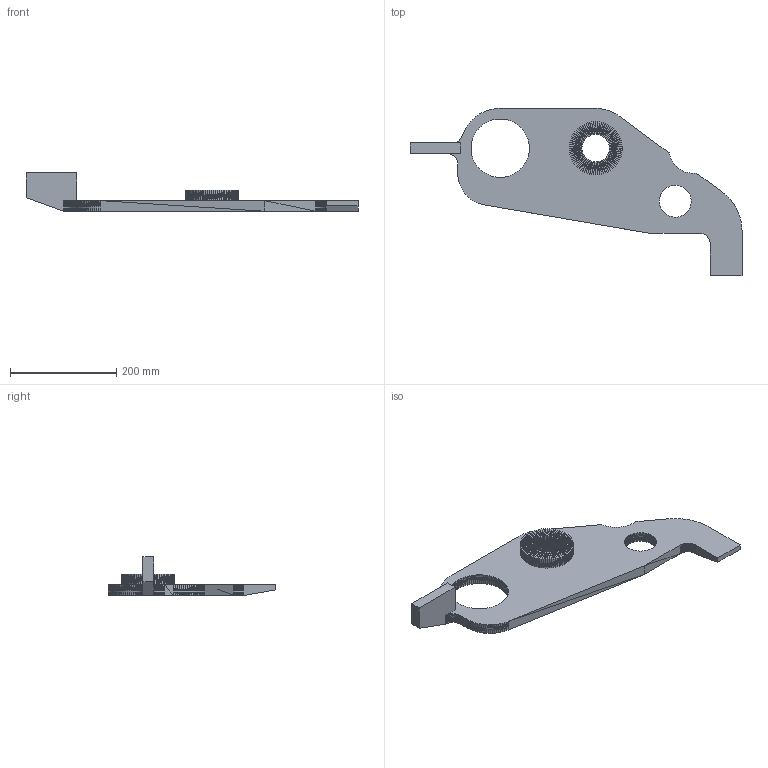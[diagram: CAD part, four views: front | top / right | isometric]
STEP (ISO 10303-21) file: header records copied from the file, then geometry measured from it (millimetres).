
FILE_DESCRIPTION(/* description */ (''),/* implementation_level */ '2;1');
FILE_NAME(/* name */ 'HDx_XYFlag_RHBodyV1_modified.step',/* time_stamp */ '2023-06-12T18:39:19+02:00',/* author */ (''),/* organization */ (''),/* preprocessor_version */ 'ST-DEVELOPER v19.2',/* originating_system */ 'Autodesk Translation Framework v12.4.0.73',/* authorisation */ '');
FILE_SCHEMA (('AUTOMOTIVE_DESIGN { 1 0 10303 214 3 1 1 }'));
Length unit declared in the file: millimetre
Products named in the file (1): (Unsaved)
Bounding box: 625.7 x 315 x 72.5 mm (x, y, z)
Volume: 1799283.2 mm3; surface area: 226793.9 mm2
Topology: 1 solids, 1 shells, 1023 faces, 1906 edges, 885 vertices
Faces by surface type: plane 1023
Entity records: 23349 total; most frequent: DIRECTION 3954, CARTESIAN_POINT 3815, ORIENTED_EDGE 3812, LINE 1906, VECTOR 1906, EDGE_CURVE 1906, EDGE_LOOP 1029, AXIS2_PLACEMENT_3D 1024
